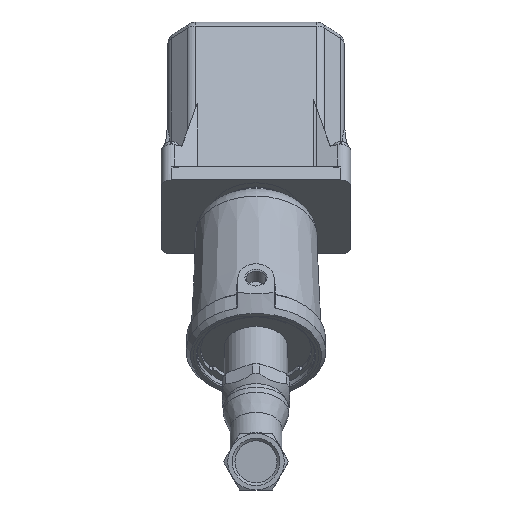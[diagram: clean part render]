
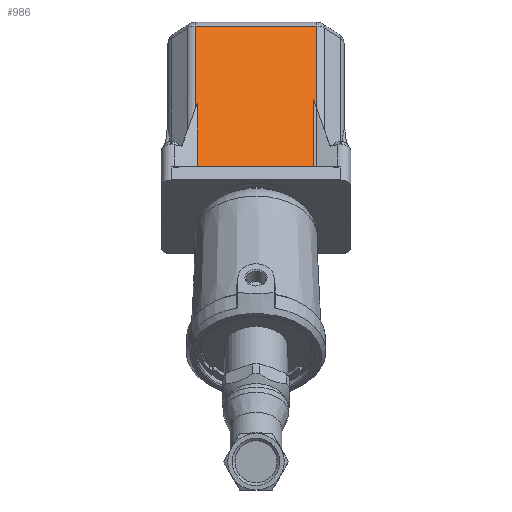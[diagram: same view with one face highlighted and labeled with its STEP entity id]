
A CAD part, left-side view. The second image highlights one B-rep face of the part: STEP entity #986.
In plain terms, the highlighted face is planar.
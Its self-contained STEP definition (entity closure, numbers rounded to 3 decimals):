
#986 = ADVANCED_FACE( '', ( #2105 ), #2106, .T. );
#2105 = FACE_OUTER_BOUND( '', #8445, .T. );
#2106 = PLANE( '', #8446 );
#8445 = EDGE_LOOP( '', ( #16161, #16162, #16163, #16164, #16165, #16166, #16167, #16168 ) );
#8446 = AXIS2_PLACEMENT_3D( '', #16169, #16170, #16171 );
#16161 = ORIENTED_EDGE( '', *, *, #18453, .T. );
#16162 = ORIENTED_EDGE( '', *, *, #18402, .F. );
#16163 = ORIENTED_EDGE( '', *, *, #18357, .T. );
#16164 = ORIENTED_EDGE( '', *, *, #17546, .T. );
#16165 = ORIENTED_EDGE( '', *, *, #18085, .T. );
#16166 = ORIENTED_EDGE( '', *, *, #18454, .F. );
#16167 = ORIENTED_EDGE( '', *, *, #17432, .T. );
#16168 = ORIENTED_EDGE( '', *, *, #18455, .T. );
#16169 = CARTESIAN_POINT( '', ( 22.5, 41.5, 28.929 ) );
#16170 = DIRECTION( '', ( 1., 0., 0. ) );
#16171 = DIRECTION( '', ( 0., 1., 0. ) );
#17432 = EDGE_CURVE( '', #18782, #18780, #18783, .T. );
#17546 = EDGE_CURVE( '', #18989, #18987, #18990, .T. );
#18085 = EDGE_CURVE( '', #18987, #19863, #19865, .T. );
#18357 = EDGE_CURVE( '', #20240, #18989, #20241, .T. );
#18402 = EDGE_CURVE( '', #20240, #20300, #20301, .T. );
#18453 = EDGE_CURVE( '', #20368, #20300, #20369, .T. );
#18454 = EDGE_CURVE( '', #18782, #19863, #20370, .T. );
#18455 = EDGE_CURVE( '', #18780, #20368, #20371, .T. );
#18780 = VERTEX_POINT( '', #20738 );
#18782 = VERTEX_POINT( '', #20741 );
#18783 = LINE( '', #20742, #20743 );
#18987 = VERTEX_POINT( '', #21314 );
#18989 = VERTEX_POINT( '', #21316 );
#18990 = LINE( '', #21317, #21318 );
#19863 = VERTEX_POINT( '', #23515 );
#19865 = LINE( '', #23517, #23518 );
#20240 = VERTEX_POINT( '', #24937 );
#20241 = LINE( '', #24938, #24939 );
#20300 = VERTEX_POINT( '', #25126 );
#20301 = LINE( '', #25127, #25128 );
#20368 = VERTEX_POINT( '', #25354 );
#20369 = LINE( '', #25355, #25356 );
#20370 = LINE( '', #25357, #25358 );
#20371 = LINE( '', #25359, #25360 );
#20738 = CARTESIAN_POINT( '', ( 22.5, -41.768, 26.07 ) );
#20741 = CARTESIAN_POINT( '', ( 22.5, -5.362, 26.07 ) );
#20742 = CARTESIAN_POINT( '', ( 22.5, -31.5, 26.07 ) );
#20743 = VECTOR( '', #26549, 1000. );
#21314 = CARTESIAN_POINT( '', ( 22.5, 39.5, 26.858 ) );
#21316 = CARTESIAN_POINT( '', ( 22.5, 39.5, -26.858 ) );
#21317 = CARTESIAN_POINT( '', ( 22.5, 39.5, 28.929 ) );
#21318 = VECTOR( '', #26651, 1000. );
#23515 = CARTESIAN_POINT( '', ( 22.5, -8.195, 26.858 ) );
#23517 = CARTESIAN_POINT( '', ( 22.5, 41.5, 26.858 ) );
#23518 = VECTOR( '', #27229, 1000. );
#24937 = CARTESIAN_POINT( '', ( 22.5, -8.195, -26.858 ) );
#24938 = CARTESIAN_POINT( '', ( 22.5, 41.5, -26.858 ) );
#24939 = VECTOR( '', #27470, 1000. );
#25126 = CARTESIAN_POINT( '', ( 22.5, -2.914, -25.389 ) );
#25127 = CARTESIAN_POINT( '', ( 22.5, 52.332, -10.027 ) );
#25128 = VECTOR( '', #27498, 1000. );
#25354 = CARTESIAN_POINT( '', ( 22.5, -41.768, -25.389 ) );
#25355 = CARTESIAN_POINT( '', ( 22.5, -5.362, -25.389 ) );
#25356 = VECTOR( '', #27545, 1000. );
#25357 = CARTESIAN_POINT( '', ( 22.5, 37.399, 14.18 ) );
#25358 = VECTOR( '', #27546, 1000. );
#25359 = CARTESIAN_POINT( '', ( 22.5, -41.768, 132.582 ) );
#25360 = VECTOR( '', #27547, 1000. );
#26549 = DIRECTION( '', ( 0., -1., 0. ) );
#26651 = DIRECTION( '', ( 0., 0., 1. ) );
#27229 = DIRECTION( '', ( 0., -1., 0. ) );
#27470 = DIRECTION( '', ( 0., 1., 0. ) );
#27498 = DIRECTION( '', ( 0., 0.963, 0.268 ) );
#27545 = DIRECTION( '', ( 0., 1., 0. ) );
#27546 = DIRECTION( '', ( 0., -0.963, 0.268 ) );
#27547 = DIRECTION( '', ( 0., 0., -1. ) );
